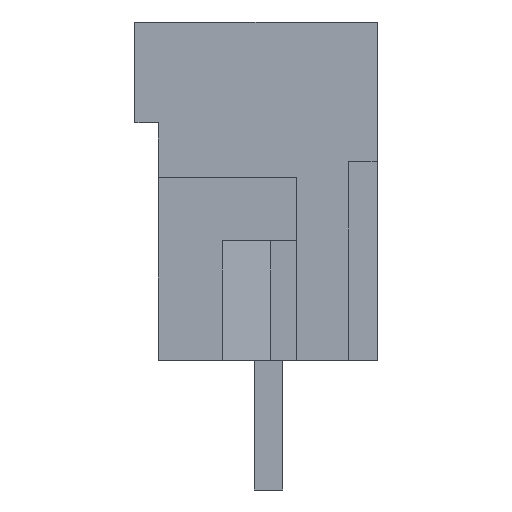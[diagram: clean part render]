
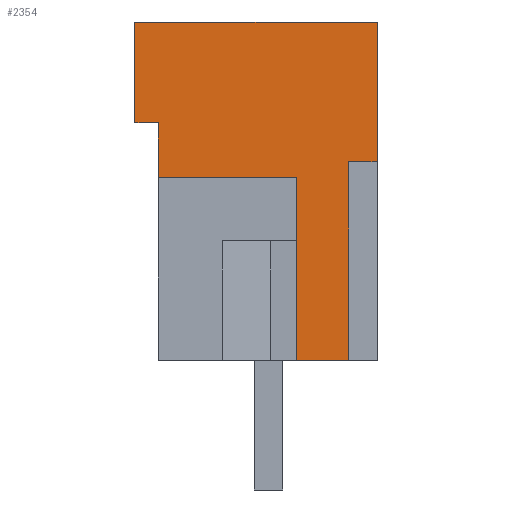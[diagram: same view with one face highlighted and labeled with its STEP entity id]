
A CAD part, left-side view. The second image highlights one B-rep face of the part: STEP entity #2354.
In plain terms, the highlighted planar face has unit normal (-1, 0, 0).
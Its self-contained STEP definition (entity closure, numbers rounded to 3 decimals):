
#2286=AXIS2_PLACEMENT_3D('Plane Axis2P3D',#2283,#2284,#2285) ;
#581=CARTESIAN_POINT('Vertex',(0.,8.405,14.95)) ;
#584=CARTESIAN_POINT('Line Origine',(0.,4.203,14.95)) ;
#588=CARTESIAN_POINT('Vertex',(0.,0.,14.95)) ;
#2252=CARTESIAN_POINT('Vertex',(0.,8.405,11.45)) ;
#2255=CARTESIAN_POINT('Line Origine',(0.,8.405,13.2)) ;
#2283=CARTESIAN_POINT('Axis2P3D Location',(0.,8.405,0.)) ;
#2288=CARTESIAN_POINT('Line Origine',(0.,1.881,3.2)) ;
#2292=CARTESIAN_POINT('Vertex',(0.,2.785,3.2)) ;
#2294=CARTESIAN_POINT('Vertex',(0.,0.978,3.2)) ;
#2297=CARTESIAN_POINT('Line Origine',(0.,0.978,6.648)) ;
#2301=CARTESIAN_POINT('Vertex',(0.,0.978,10.096)) ;
#2304=CARTESIAN_POINT('Line Origine',(0.,0.489,10.096)) ;
#2308=CARTESIAN_POINT('Vertex',(0.,0.,10.096)) ;
#2311=CARTESIAN_POINT('Line Origine',(0.,0.,12.523)) ;
#2316=CARTESIAN_POINT('Line Origine',(0.,8.003,11.45)) ;
#2320=CARTESIAN_POINT('Vertex',(0.,7.6,11.45)) ;
#2323=CARTESIAN_POINT('Line Origine',(0.,7.6,10.5)) ;
#2327=CARTESIAN_POINT('Vertex',(0.,7.6,9.55)) ;
#2330=CARTESIAN_POINT('Line Origine',(0.,5.193,9.55)) ;
#2334=CARTESIAN_POINT('Vertex',(0.,2.785,9.55)) ;
#2337=CARTESIAN_POINT('Line Origine',(0.,2.785,6.375)) ;
#585=DIRECTION('Vector Direction',(0.,1.,0.)) ;
#2256=DIRECTION('Vector Direction',(0.,0.,-1.)) ;
#2284=DIRECTION('Axis2P3D Direction',(-1.,0.,0.)) ;
#2285=DIRECTION('Axis2P3D XDirection',(0.,-1.,0.)) ;
#2289=DIRECTION('Vector Direction',(0.,1.,0.)) ;
#2298=DIRECTION('Vector Direction',(0.,0.,-1.)) ;
#2305=DIRECTION('Vector Direction',(0.,1.,0.)) ;
#2312=DIRECTION('Vector Direction',(0.,0.,1.)) ;
#2317=DIRECTION('Vector Direction',(0.,1.,0.)) ;
#2324=DIRECTION('Vector Direction',(0.,0.,-1.)) ;
#2331=DIRECTION('Vector Direction',(0.,-1.,0.)) ;
#2338=DIRECTION('Vector Direction',(0.,0.,-1.)) ;
#586=VECTOR('Line Direction',#585,1.) ;
#2257=VECTOR('Line Direction',#2256,1.) ;
#2290=VECTOR('Line Direction',#2289,1.) ;
#2299=VECTOR('Line Direction',#2298,1.) ;
#2306=VECTOR('Line Direction',#2305,1.) ;
#2313=VECTOR('Line Direction',#2312,1.) ;
#2318=VECTOR('Line Direction',#2317,1.) ;
#2325=VECTOR('Line Direction',#2324,1.) ;
#2332=VECTOR('Line Direction',#2331,1.) ;
#2339=VECTOR('Line Direction',#2338,1.) ;
#2343=ORIENTED_EDGE('',*,*,#2296,.T.) ;
#2344=ORIENTED_EDGE('',*,*,#2303,.F.) ;
#2345=ORIENTED_EDGE('',*,*,#2310,.F.) ;
#2346=ORIENTED_EDGE('',*,*,#2315,.T.) ;
#2347=ORIENTED_EDGE('',*,*,#590,.T.) ;
#2348=ORIENTED_EDGE('',*,*,#2259,.T.) ;
#2349=ORIENTED_EDGE('',*,*,#2322,.T.) ;
#2350=ORIENTED_EDGE('',*,*,#2329,.T.) ;
#2351=ORIENTED_EDGE('',*,*,#2336,.F.) ;
#2352=ORIENTED_EDGE('',*,*,#2341,.F.) ;
#2354=ADVANCED_FACE('HOUSING',(#2353),#2287,.T.) ;
#590=EDGE_CURVE('',#589,#582,#587,.T.) ;
#2259=EDGE_CURVE('',#582,#2253,#2258,.T.) ;
#2296=EDGE_CURVE('',#2293,#2295,#2291,.F.) ;
#2303=EDGE_CURVE('',#2302,#2295,#2300,.T.) ;
#2310=EDGE_CURVE('',#2309,#2302,#2307,.T.) ;
#2315=EDGE_CURVE('',#2309,#589,#2314,.T.) ;
#2322=EDGE_CURVE('',#2253,#2321,#2319,.F.) ;
#2329=EDGE_CURVE('',#2321,#2328,#2326,.T.) ;
#2336=EDGE_CURVE('',#2335,#2328,#2333,.F.) ;
#2341=EDGE_CURVE('',#2293,#2335,#2340,.F.) ;
#2342=EDGE_LOOP('',(#2343,#2344,#2345,#2346,#2347,#2348,#2349,#2350,#2351,#2352)) ;
#2353=FACE_OUTER_BOUND('',#2342,.T.) ;
#587=LINE('Line',#584,#586) ;
#2258=LINE('Line',#2255,#2257) ;
#2291=LINE('Line',#2288,#2290) ;
#2300=LINE('Line',#2297,#2299) ;
#2307=LINE('Line',#2304,#2306) ;
#2314=LINE('Line',#2311,#2313) ;
#2319=LINE('Line',#2316,#2318) ;
#2326=LINE('Line',#2323,#2325) ;
#2333=LINE('Line',#2330,#2332) ;
#2340=LINE('Line',#2337,#2339) ;
#2287=PLANE('',#2286) ;
#582=VERTEX_POINT('',#581) ;
#589=VERTEX_POINT('',#588) ;
#2253=VERTEX_POINT('',#2252) ;
#2293=VERTEX_POINT('',#2292) ;
#2295=VERTEX_POINT('',#2294) ;
#2302=VERTEX_POINT('',#2301) ;
#2309=VERTEX_POINT('',#2308) ;
#2321=VERTEX_POINT('',#2320) ;
#2328=VERTEX_POINT('',#2327) ;
#2335=VERTEX_POINT('',#2334) ;
